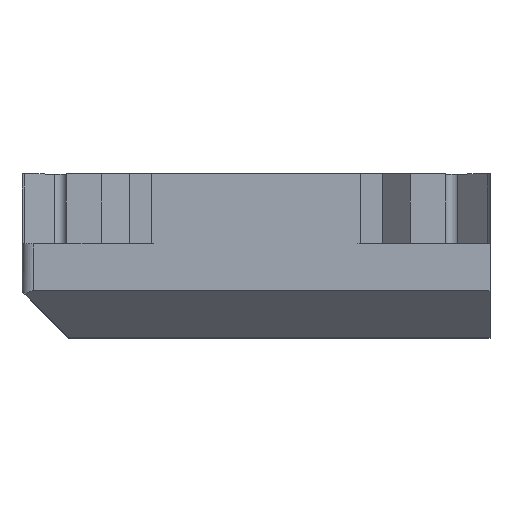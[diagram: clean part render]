
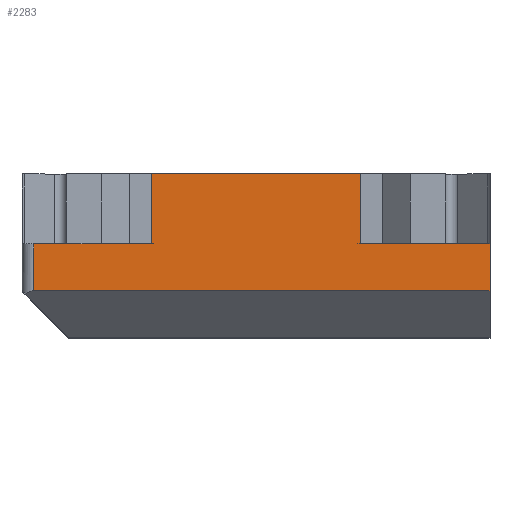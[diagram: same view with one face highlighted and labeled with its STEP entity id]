
A CAD part, top view. The second image highlights one B-rep face of the part: STEP entity #2283.
In plain terms, the highlighted planar face has unit normal (0, 0, 1).
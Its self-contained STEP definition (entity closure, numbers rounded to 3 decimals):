
#257=FACE_OUTER_BOUND('',#378,.T.);
#378=EDGE_LOOP('',(#2013,#2014,#2015,#2016,#2017,#2018,#2019,#2020));
#412=LINE('',#3045,#658);
#434=LINE('',#3095,#680);
#437=LINE('',#3103,#683);
#566=LINE('',#3669,#812);
#597=LINE('',#3744,#843);
#598=LINE('',#3746,#844);
#629=LINE('',#3824,#875);
#630=LINE('',#3825,#876);
#658=VECTOR('',#2468,10.);
#680=VECTOR('',#2510,10.);
#683=VECTOR('',#2519,10.);
#812=VECTOR('',#2786,10.);
#843=VECTOR('',#2855,10.);
#844=VECTOR('',#2858,10.);
#875=VECTOR('',#2935,10.);
#876=VECTOR('',#2936,10.);
#914=VERTEX_POINT('',#3042);
#915=VERTEX_POINT('',#3044);
#933=VERTEX_POINT('',#3094);
#935=VERTEX_POINT('',#3102);
#1046=VERTEX_POINT('',#3665);
#1048=VERTEX_POINT('',#3668);
#1072=VERTEX_POINT('',#3740);
#1073=VERTEX_POINT('',#3742);
#1137=EDGE_CURVE('',#914,#915,#412,.T.);
#1162=EDGE_CURVE('',#915,#933,#434,.T.);
#1166=EDGE_CURVE('',#935,#933,#437,.T.);
#1350=EDGE_CURVE('',#1046,#1048,#566,.T.);
#1388=EDGE_CURVE('',#1072,#1073,#597,.T.);
#1389=EDGE_CURVE('',#1048,#1073,#598,.T.);
#1428=EDGE_CURVE('',#1072,#914,#629,.T.);
#1429=EDGE_CURVE('',#935,#1046,#630,.T.);
#2013=ORIENTED_EDGE('',*,*,#1162,.F.);
#2014=ORIENTED_EDGE('',*,*,#1137,.F.);
#2015=ORIENTED_EDGE('',*,*,#1428,.F.);
#2016=ORIENTED_EDGE('',*,*,#1388,.T.);
#2017=ORIENTED_EDGE('',*,*,#1389,.F.);
#2018=ORIENTED_EDGE('',*,*,#1350,.F.);
#2019=ORIENTED_EDGE('',*,*,#1429,.F.);
#2020=ORIENTED_EDGE('',*,*,#1166,.T.);
#2166=PLANE('',#2428);
#2283=ADVANCED_FACE('',(#257),#2166,.T.);
#2428=AXIS2_PLACEMENT_3D('',#3823,#2933,#2934);
#2468=DIRECTION('',(0.,-1.,0.));
#2510=DIRECTION('',(-1.,0.,0.));
#2519=DIRECTION('',(0.,-1.,0.));
#2786=DIRECTION('',(0.,1.,0.));
#2855=DIRECTION('',(0.,1.,0.));
#2858=DIRECTION('',(1.,0.,0.));
#2933=DIRECTION('center_axis',(0.,0.,1.));
#2934=DIRECTION('ref_axis',(-1.,0.,0.));
#2935=DIRECTION('',(1.,0.,0.));
#2936=DIRECTION('',(1.,0.,0.));
#3042=CARTESIAN_POINT('',(10.,0.,10.));
#3044=CARTESIAN_POINT('',(10.,-2.,10.));
#3045=CARTESIAN_POINT('',(10.,0.,10.));
#3094=CARTESIAN_POINT('',(-9.5,-2.,10.));
#3095=CARTESIAN_POINT('',(5.,-2.,10.));
#3102=CARTESIAN_POINT('',(-9.5,0.,10.));
#3103=CARTESIAN_POINT('',(-9.5,0.,10.));
#3665=CARTESIAN_POINT('',(-4.469,0.,10.));
#3668=CARTESIAN_POINT('',(-4.469,3.,10.));
#3669=CARTESIAN_POINT('',(-4.469,0.,10.));
#3740=CARTESIAN_POINT('',(4.473,0.,10.));
#3742=CARTESIAN_POINT('',(4.473,3.,10.));
#3744=CARTESIAN_POINT('',(4.473,0.,10.));
#3746=CARTESIAN_POINT('',(-10.,3.,10.));
#3823=CARTESIAN_POINT('Origin',(10.,0.,10.));
#3824=CARTESIAN_POINT('',(-10.,0.,10.));
#3825=CARTESIAN_POINT('',(-10.,0.,10.));
